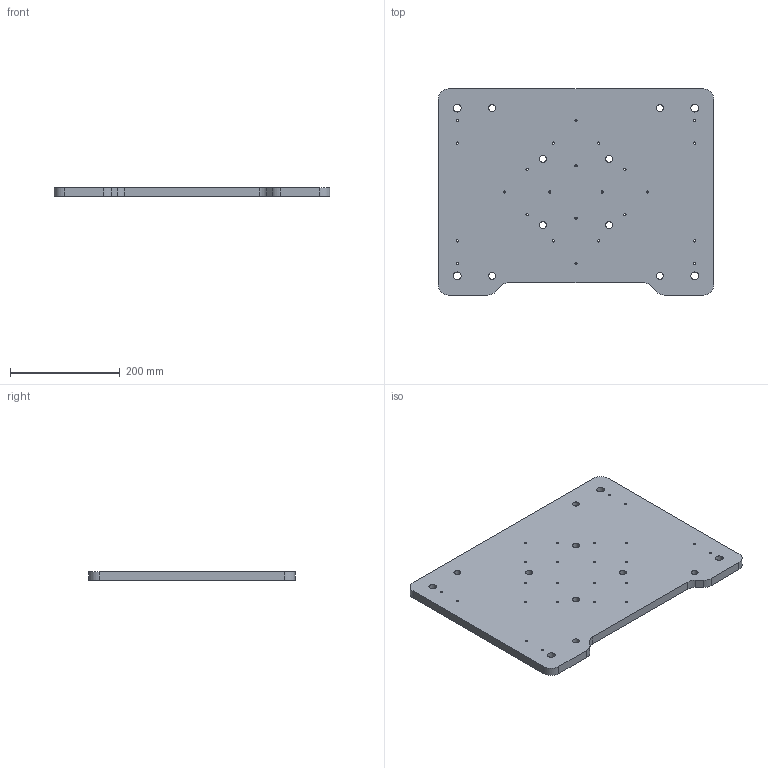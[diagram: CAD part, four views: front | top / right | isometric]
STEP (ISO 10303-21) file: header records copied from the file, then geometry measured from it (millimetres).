
FILE_DESCRIPTION(/* description */ ('FLUGGER UPPER PLATE CYL'),/* implementation_level */ '2;1');
FILE_NAME(/* name */ 'J010347 FLUGGER UPPER PLATE CYL Rev -.stp',/* time_stamp */ '2022-10-21T17:38:19-04:00',/* author */ ('arnoldj'),/* organization */ (''),/* preprocessor_version */ 'ST-DEVELOPER v18.1',/* originating_system */ 'Autodesk Inventor 2020',/* authorisation */ '');
FILE_SCHEMA (('AUTOMOTIVE_DESIGN { 1 0 10303 214 3 1 1 }'));
Length unit declared in the file: inch
Products named in the file (1): J010347
Bounding box: 501.65 x 374.65 x 15.88 mm (x, y, z)
Volume: 2847983.3 mm3; surface area: 399151.8 mm2
Topology: 1 solids, 1 shells, 54 faces, 192 edges, 140 vertices
Faces by surface type: cylinder 44, plane 10
Full cylindrical faces by diameter (mm): 4.134 x24, 12.7 x8, 13.995 x4
Entity records: 2375 total; most frequent: DIRECTION 426, CARTESIAN_POINT 387, ORIENTED_EDGE 384, EDGE_CURVE 192, AXIS2_PLACEMENT_3D 179, VERTEX_POINT 140, EDGE_LOOP 126, CIRCLE 124
